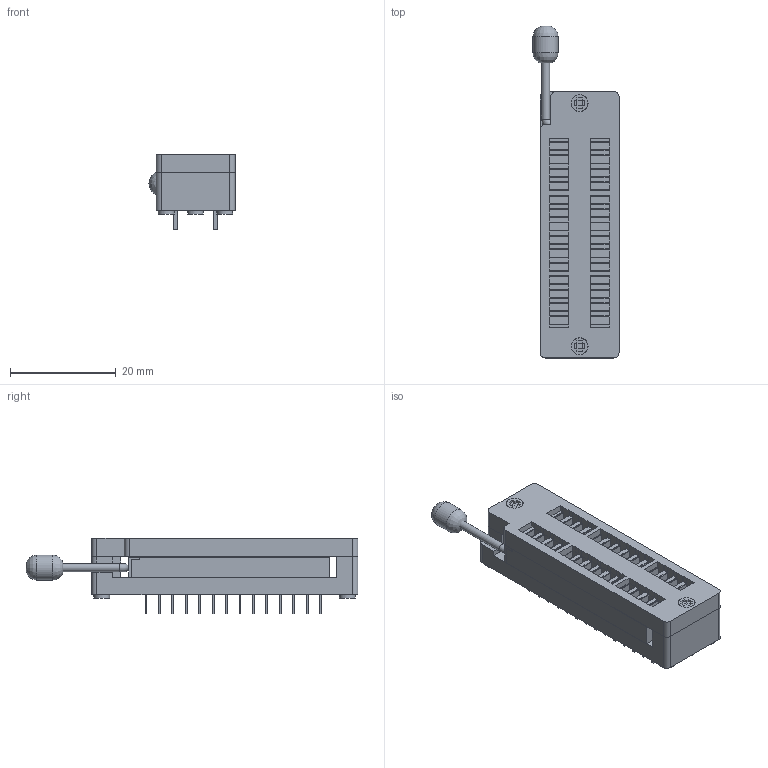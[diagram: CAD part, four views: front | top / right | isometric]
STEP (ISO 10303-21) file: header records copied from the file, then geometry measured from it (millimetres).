
FILE_DESCRIPTION(('FreeCAD Model'),'2;1');
FILE_NAME('Open CASCADE Shape Model','2023-02-06T11:48:00',( 'kicad StepUp'),('ksu MCAD'),'Open CASCADE STEP processor 7.6', 'FreeCAD','Unknown');
FILE_SCHEMA(('AUTOMOTIVE_DESIGN { 1 0 10303 214 1 1 1 1 }'));
Length unit declared in the file: millimetre
Products named in the file (1): Socket_28P_W50.4_H14.9_P7.62x2.45
Bounding box: 16.27 x 62.8 x 14.26 mm (x, y, z)
Volume: 6862.5 mm3; surface area: 10478.6 mm2
Topology: 36 solids, 36 shells, 992 faces, 2590 edges, 1685 vertices
Faces by surface type: plane 948, cylinder 33, cone 4, torus 4, revolution 3
Full cylindrical faces by diameter (mm): 1.53 x6, 2 x4, 3 x6, 4.74 x1
Entity records: 34226 total; most frequent: CARTESIAN_POINT 5293, ORIENTED_EDGE 5180, DIRECTION 4654, EDGE_CURVE 2590, LINE 2511, VECTOR 2511, VERTEX_POINT 1685, FACE_BOUND 1123
